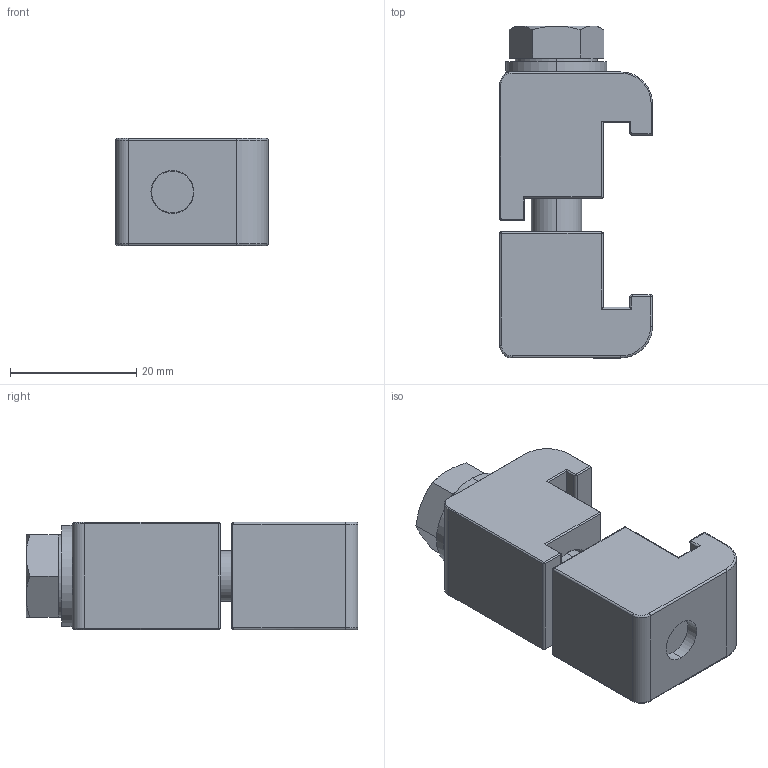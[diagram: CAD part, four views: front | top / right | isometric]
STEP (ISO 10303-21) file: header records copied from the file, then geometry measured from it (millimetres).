
FILE_DESCRIPTION (( 'STEP AP214' ), '1' );
FILE_NAME ('Hositrad_ISO63CA-Double.STEP', '2015-06-04T10:24:57', ( '' ), ( '' ), 'SwSTEP 2.0', 'SolidWorks 2015', '' );
FILE_SCHEMA (( 'AUTOMOTIVE_DESIGN' ));
Length unit declared in the file: millimetre
Products named in the file (5): hex screw gradec_din_ISO 4018 - M8 x 45-WN; plain washer grade a_din_Washer DIN 125 - A 8.4; ISO-63--Clamp-CA-tapped; ISO-63--Clamp-CA; Hositrad_ISO63CA-Double
Assembly tree (4 placements, depth 2):
  Hositrad_ISO63CA-Double
    ISO-63--Clamp-CA
    ISO-63--Clamp-CA-tapped
    plain washer grade a_din_Washer DIN 125 - A 8.4
    hex screw gradec_din_ISO 4018 - M8 x 45-WN
Bounding box: 24.2 x 52.56 x 17 mm (x, y, z)
Volume: 15032.9 mm3; surface area: 7519.7 mm2
Topology: 4 solids, 4 shells, 135 faces, 300 edges, 168 vertices
Faces by surface type: plane 62, cylinder 37, cone 24, torus 6, bspline 6
Entity records: 3922 total; most frequent: CARTESIAN_POINT 798, DIRECTION 622, ORIENTED_EDGE 588, EDGE_CURVE 294, AXIS2_PLACEMENT_3D 226, VECTOR 170, LINE 170, VERTEX_POINT 168
